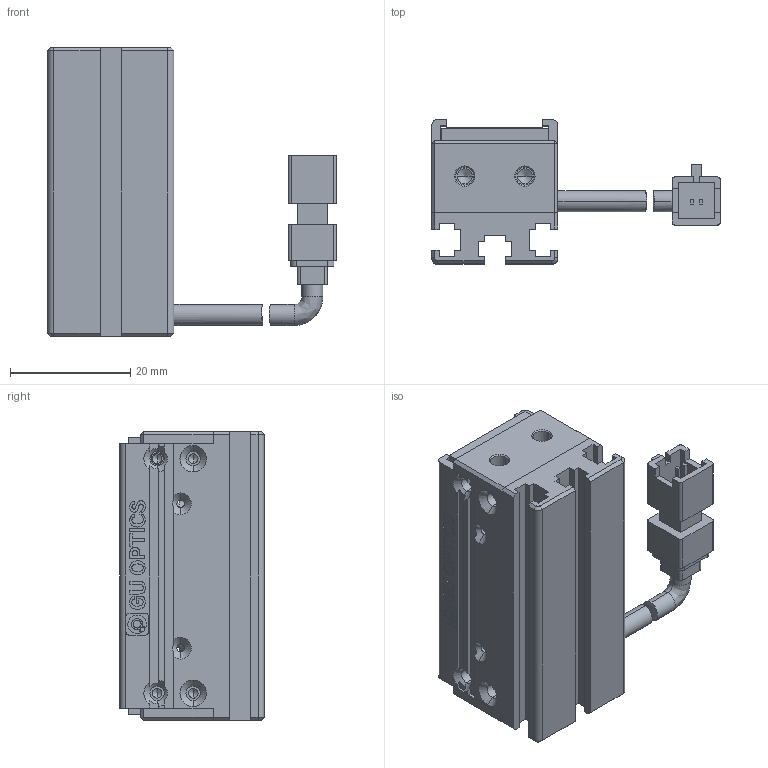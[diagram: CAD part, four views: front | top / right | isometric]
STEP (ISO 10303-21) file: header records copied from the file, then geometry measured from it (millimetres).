
FILE_DESCRIPTION (( 'STEP AP214' ), '1' );
FILE_NAME ('660100-R.STEP', '2019-03-14T09:34:17', ( '' ), ( '' ), 'SwSTEP 2.0', 'SolidWorks 2016', '' );
FILE_SCHEMA (( 'AUTOMOTIVE_DESIGN' ));
Length unit declared in the file: millimetre
Products named in the file (1): 660100-R
Bounding box: 48 x 24 x 48 mm (x, y, z)
Volume: 15504.2 mm3; surface area: 16054.4 mm2
Topology: 6 solids, 6 shells, 878 faces, 2280 edges, 1463 vertices
Faces by surface type: plane 536, cylinder 193, bspline 85, cone 64
Entity records: 35706 total; most frequent: CARTESIAN_POINT 6042, ORIENTED_EDGE 4412, DIRECTION 4145, EDGE_CURVE 2206, VECTOR 1553, LINE 1553, VERTEX_POINT 1463, AXIS2_PLACEMENT_3D 1296
